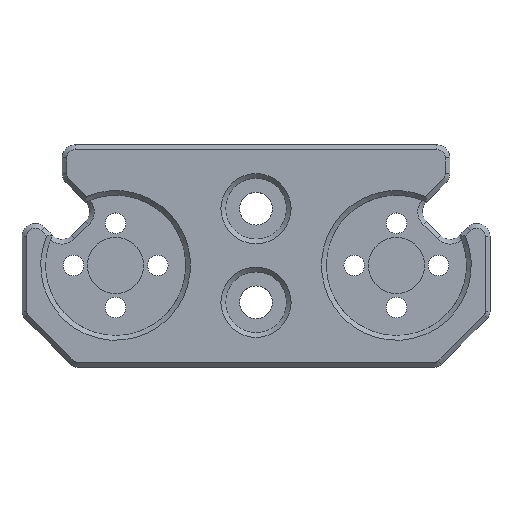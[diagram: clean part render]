
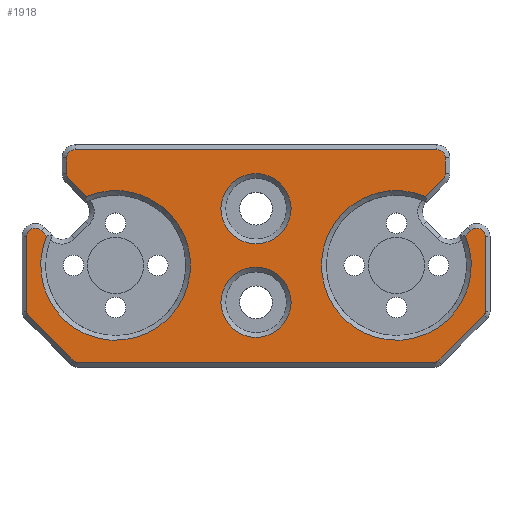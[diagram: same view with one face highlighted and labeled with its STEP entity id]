
A CAD part, top view. The second image highlights one B-rep face of the part: STEP entity #1918.
In plain terms, the highlighted planar face has unit normal (0, 0, 1).
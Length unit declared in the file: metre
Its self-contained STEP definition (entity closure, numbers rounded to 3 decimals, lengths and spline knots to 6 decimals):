
#64=LINE('',#2965,#212);
#65=LINE('',#2970,#213);
#66=LINE('',#2974,#214);
#67=LINE('',#2978,#215);
#68=LINE('',#2982,#216);
#69=LINE('',#2986,#217);
#70=LINE('',#2990,#218);
#71=LINE('',#2994,#219);
#72=LINE('',#2998,#220);
#73=LINE('',#3002,#221);
#74=LINE('',#3006,#222);
#75=LINE('',#3010,#223);
#212=VECTOR('',#2333,1.);
#213=VECTOR('',#2336,1.);
#214=VECTOR('',#2339,1.);
#215=VECTOR('',#2342,1.);
#216=VECTOR('',#2345,1.);
#217=VECTOR('',#2348,1.);
#218=VECTOR('',#2351,1.);
#219=VECTOR('',#2354,1.);
#220=VECTOR('',#2357,1.);
#221=VECTOR('',#2360,1.);
#222=VECTOR('',#2363,1.);
#223=VECTOR('',#2366,1.);
#360=PLANE('',#2071);
#422=ORIENTED_EDGE('',*,*,#958,.T.);
#423=ORIENTED_EDGE('',*,*,#959,.T.);
#424=ORIENTED_EDGE('',*,*,#960,.F.);
#425=ORIENTED_EDGE('',*,*,#961,.F.);
#426=ORIENTED_EDGE('',*,*,#962,.F.);
#427=ORIENTED_EDGE('',*,*,#963,.F.);
#428=ORIENTED_EDGE('',*,*,#964,.F.);
#429=ORIENTED_EDGE('',*,*,#965,.F.);
#430=ORIENTED_EDGE('',*,*,#966,.F.);
#431=ORIENTED_EDGE('',*,*,#967,.F.);
#432=ORIENTED_EDGE('',*,*,#968,.F.);
#433=ORIENTED_EDGE('',*,*,#969,.F.);
#434=ORIENTED_EDGE('',*,*,#970,.F.);
#435=ORIENTED_EDGE('',*,*,#971,.T.);
#436=ORIENTED_EDGE('',*,*,#972,.T.);
#437=ORIENTED_EDGE('',*,*,#973,.T.);
#438=ORIENTED_EDGE('',*,*,#974,.T.);
#439=ORIENTED_EDGE('',*,*,#975,.T.);
#440=ORIENTED_EDGE('',*,*,#976,.T.);
#441=ORIENTED_EDGE('',*,*,#977,.T.);
#442=ORIENTED_EDGE('',*,*,#978,.T.);
#443=ORIENTED_EDGE('',*,*,#979,.T.);
#444=ORIENTED_EDGE('',*,*,#980,.T.);
#445=ORIENTED_EDGE('',*,*,#981,.T.);
#446=ORIENTED_EDGE('',*,*,#982,.T.);
#447=ORIENTED_EDGE('',*,*,#983,.T.);
#958=EDGE_CURVE('',#1226,#1226,#1400,.F.);
#959=EDGE_CURVE('',#1227,#1228,#64,.T.);
#960=EDGE_CURVE('',#1229,#1228,#1401,.T.);
#961=EDGE_CURVE('',#1230,#1229,#65,.T.);
#962=EDGE_CURVE('',#1231,#1230,#1402,.T.);
#963=EDGE_CURVE('',#1232,#1231,#66,.T.);
#964=EDGE_CURVE('',#1233,#1232,#1403,.F.);
#965=EDGE_CURVE('',#1234,#1233,#67,.T.);
#966=EDGE_CURVE('',#1235,#1234,#1404,.T.);
#967=EDGE_CURVE('',#1236,#1235,#68,.T.);
#968=EDGE_CURVE('',#1237,#1236,#1405,.T.);
#969=EDGE_CURVE('',#1238,#1237,#69,.T.);
#970=EDGE_CURVE('',#1239,#1238,#1406,.T.);
#971=EDGE_CURVE('',#1239,#1240,#70,.T.);
#972=EDGE_CURVE('',#1240,#1241,#1407,.T.);
#973=EDGE_CURVE('',#1241,#1242,#71,.T.);
#974=EDGE_CURVE('',#1242,#1243,#1408,.T.);
#975=EDGE_CURVE('',#1243,#1244,#72,.T.);
#976=EDGE_CURVE('',#1244,#1245,#1409,.T.);
#977=EDGE_CURVE('',#1245,#1246,#73,.T.);
#978=EDGE_CURVE('',#1246,#1247,#1410,.F.);
#979=EDGE_CURVE('',#1247,#1248,#74,.T.);
#980=EDGE_CURVE('',#1248,#1249,#1411,.T.);
#981=EDGE_CURVE('',#1249,#1250,#75,.T.);
#982=EDGE_CURVE('',#1250,#1227,#1412,.T.);
#983=EDGE_CURVE('',#1251,#1251,#1413,.F.);
#1226=VERTEX_POINT('',#2964);
#1227=VERTEX_POINT('',#2966);
#1228=VERTEX_POINT('',#2967);
#1229=VERTEX_POINT('',#2969);
#1230=VERTEX_POINT('',#2971);
#1231=VERTEX_POINT('',#2973);
#1232=VERTEX_POINT('',#2975);
#1233=VERTEX_POINT('',#2977);
#1234=VERTEX_POINT('',#2979);
#1235=VERTEX_POINT('',#2981);
#1236=VERTEX_POINT('',#2983);
#1237=VERTEX_POINT('',#2985);
#1238=VERTEX_POINT('',#2987);
#1239=VERTEX_POINT('',#2989);
#1240=VERTEX_POINT('',#2991);
#1241=VERTEX_POINT('',#2993);
#1242=VERTEX_POINT('',#2995);
#1243=VERTEX_POINT('',#2997);
#1244=VERTEX_POINT('',#2999);
#1245=VERTEX_POINT('',#3001);
#1246=VERTEX_POINT('',#3003);
#1247=VERTEX_POINT('',#3005);
#1248=VERTEX_POINT('',#3007);
#1249=VERTEX_POINT('',#3009);
#1250=VERTEX_POINT('',#3011);
#1251=VERTEX_POINT('',#3014);
#1400=CIRCLE('',#2072,0.00375);
#1401=CIRCLE('',#2073,0.0009);
#1402=CIRCLE('',#2074,0.0009);
#1403=CIRCLE('',#2075,0.008);
#1404=CIRCLE('',#2076,0.0009);
#1405=CIRCLE('',#2077,0.0005);
#1406=CIRCLE('',#2078,0.0005);
#1407=CIRCLE('',#2079,0.0005);
#1408=CIRCLE('',#2080,0.0005);
#1409=CIRCLE('',#2081,0.0009);
#1410=CIRCLE('',#2082,0.008);
#1411=CIRCLE('',#2083,0.0009);
#1412=CIRCLE('',#2084,0.0009);
#1413=CIRCLE('',#2085,0.00375);
#1508=EDGE_LOOP('',(#422));
#1509=EDGE_LOOP('',(#423,#424,#425,#426,#427,#428,#429,#430,#431,#432,#433,
#434,#435,#436,#437,#438,#439,#440,#441,#442,#443,#444,#445,#446));
#1510=EDGE_LOOP('',(#447));
#1696=FACE_BOUND('',#1508,.T.);
#1697=FACE_BOUND('',#1509,.T.);
#1698=FACE_BOUND('',#1510,.T.);
#1918=ADVANCED_FACE('',(#1696,#1697,#1698),#360,.T.);
#2071=AXIS2_PLACEMENT_3D('',#2962,#2329,#2330);
#2072=AXIS2_PLACEMENT_3D('',#2963,#2331,#2332);
#2073=AXIS2_PLACEMENT_3D('',#2968,#2334,#2335);
#2074=AXIS2_PLACEMENT_3D('',#2972,#2337,#2338);
#2075=AXIS2_PLACEMENT_3D('',#2976,#2340,#2341);
#2076=AXIS2_PLACEMENT_3D('',#2980,#2343,#2344);
#2077=AXIS2_PLACEMENT_3D('',#2984,#2346,#2347);
#2078=AXIS2_PLACEMENT_3D('',#2988,#2349,#2350);
#2079=AXIS2_PLACEMENT_3D('',#2992,#2352,#2353);
#2080=AXIS2_PLACEMENT_3D('',#2996,#2355,#2356);
#2081=AXIS2_PLACEMENT_3D('',#3000,#2358,#2359);
#2082=AXIS2_PLACEMENT_3D('',#3004,#2361,#2362);
#2083=AXIS2_PLACEMENT_3D('',#3008,#2364,#2365);
#2084=AXIS2_PLACEMENT_3D('',#3012,#2367,#2368);
#2085=AXIS2_PLACEMENT_3D('',#3013,#2369,#2370);
#2329=DIRECTION('',(0.,0.,1.));
#2330=DIRECTION('',(1.,0.,0.));
#2331=DIRECTION('',(0.,0.,1.));
#2332=DIRECTION('',(1.,0.,0.));
#2333=DIRECTION('',(-1.,0.,0.));
#2334=DIRECTION('',(0.,0.,-1.));
#2335=DIRECTION('',(-1.,0.,0.));
#2336=DIRECTION('',(0.,1.,0.));
#2337=DIRECTION('',(0.,0.,-1.));
#2338=DIRECTION('',(-1.,0.,0.));
#2339=DIRECTION('',(-0.707,0.707,0.));
#2340=DIRECTION('',(0.,0.,-1.));
#2341=DIRECTION('',(-1.,0.,0.));
#2342=DIRECTION('',(0.707,-0.707,0.));
#2343=DIRECTION('',(0.,0.,-1.));
#2344=DIRECTION('',(-1.,0.,0.));
#2345=DIRECTION('',(0.,1.,0.));
#2346=DIRECTION('',(0.,0.,-1.));
#2347=DIRECTION('',(-1.,0.,0.));
#2348=DIRECTION('',(-0.707,0.707,0.));
#2349=DIRECTION('',(0.,0.,-1.));
#2350=DIRECTION('',(-1.,0.,0.));
#2351=DIRECTION('',(1.,0.,0.));
#2352=DIRECTION('',(0.,0.,1.));
#2353=DIRECTION('',(1.,0.,0.));
#2354=DIRECTION('',(0.707,0.707,0.));
#2355=DIRECTION('',(0.,0.,1.));
#2356=DIRECTION('',(1.,0.,0.));
#2357=DIRECTION('',(0.,1.,0.));
#2358=DIRECTION('',(0.,0.,1.));
#2359=DIRECTION('',(1.,0.,0.));
#2360=DIRECTION('',(-0.707,-0.707,0.));
#2361=DIRECTION('',(0.,0.,1.));
#2362=DIRECTION('',(1.,0.,0.));
#2363=DIRECTION('',(0.707,0.707,0.));
#2364=DIRECTION('',(0.,0.,1.));
#2365=DIRECTION('',(1.,0.,0.));
#2366=DIRECTION('',(0.,1.,0.));
#2367=DIRECTION('',(0.,0.,1.));
#2368=DIRECTION('',(1.,0.,0.));
#2369=DIRECTION('',(0.,0.,1.));
#2370=DIRECTION('',(1.,0.,0.));
#2962=CARTESIAN_POINT('',(-0.000599,-0.035976,0.03885));
#2963=CARTESIAN_POINT('',(-0.000599,-0.040276,0.03885));
#2964=CARTESIAN_POINT('',(0.003151,-0.040276,0.03885));
#2965=CARTESIAN_POINT('',(-0.019373,-0.023952,0.03885));
#2966=CARTESIAN_POINT('',(0.018712,-0.023952,0.03885));
#2967=CARTESIAN_POINT('',(-0.01991,-0.023952,0.03885));
#2968=CARTESIAN_POINT('',(-0.01991,-0.024852,0.03885));
#2969=CARTESIAN_POINT('',(-0.02081,-0.024852,0.03885));
#2970=CARTESIAN_POINT('',(-0.02081,-0.035976,0.03885));
#2971=CARTESIAN_POINT('',(-0.02081,-0.026509,0.03885));
#2972=CARTESIAN_POINT('',(-0.01991,-0.026509,0.03885));
#2973=CARTESIAN_POINT('',(-0.020546,-0.027145,0.03885));
#2974=CARTESIAN_POINT('',(-0.020546,-0.027145,0.03885));
#2975=CARTESIAN_POINT('',(-0.018722,-0.02897,0.03885));
#2976=CARTESIAN_POINT('',(-0.015599,-0.036335,0.03885));
#2977=CARTESIAN_POINT('',(-0.022964,-0.033212,0.03885));
#2978=CARTESIAN_POINT('',(-0.010399,-0.045777,0.03885));
#2979=CARTESIAN_POINT('',(-0.023562,-0.032614,0.03885));
#2980=CARTESIAN_POINT('',(-0.024199,-0.03325,0.03885));
#2981=CARTESIAN_POINT('',(-0.025099,-0.03325,0.03885));
#2982=CARTESIAN_POINT('',(-0.025099,-0.035976,0.03885));
#2983=CARTESIAN_POINT('',(-0.025099,-0.041286,0.03885));
#2984=CARTESIAN_POINT('',(-0.024599,-0.041286,0.03885));
#2985=CARTESIAN_POINT('',(-0.024952,-0.041639,0.03885));
#2986=CARTESIAN_POINT('',(-0.015607,-0.050985,0.03885));
#2987=CARTESIAN_POINT('',(-0.020038,-0.046554,0.03885));
#2988=CARTESIAN_POINT('',(-0.019685,-0.0462,0.03885));
#2989=CARTESIAN_POINT('',(-0.019685,-0.0467,0.03885));
#2990=CARTESIAN_POINT('',(-0.000599,-0.0467,0.03885));
#2991=CARTESIAN_POINT('',(0.018487,-0.0467,0.03885));
#2992=CARTESIAN_POINT('',(0.018487,-0.0462,0.03885));
#2993=CARTESIAN_POINT('',(0.01884,-0.046554,0.03885));
#2994=CARTESIAN_POINT('',(0.014409,-0.050985,0.03885));
#2995=CARTESIAN_POINT('',(0.023755,-0.041639,0.03885));
#2996=CARTESIAN_POINT('',(0.023401,-0.041286,0.03885));
#2997=CARTESIAN_POINT('',(0.023901,-0.041286,0.03885));
#2998=CARTESIAN_POINT('',(0.023901,-0.035976,0.03885));
#2999=CARTESIAN_POINT('',(0.023901,-0.03325,0.03885));
#3000=CARTESIAN_POINT('',(0.023001,-0.03325,0.03885));
#3001=CARTESIAN_POINT('',(0.022365,-0.032614,0.03885));
#3002=CARTESIAN_POINT('',(0.009202,-0.045777,0.03885));
#3003=CARTESIAN_POINT('',(0.021766,-0.033212,0.03885));
#3004=CARTESIAN_POINT('',(0.014401,-0.036335,0.03885));
#3005=CARTESIAN_POINT('',(0.017524,-0.02897,0.03885));
#3006=CARTESIAN_POINT('',(0.019348,-0.027145,0.03885));
#3007=CARTESIAN_POINT('',(0.019348,-0.027145,0.03885));
#3008=CARTESIAN_POINT('',(0.018712,-0.026509,0.03885));
#3009=CARTESIAN_POINT('',(0.019612,-0.026509,0.03885));
#3010=CARTESIAN_POINT('',(0.019612,-0.035976,0.03885));
#3011=CARTESIAN_POINT('',(0.019612,-0.024852,0.03885));
#3012=CARTESIAN_POINT('',(0.018712,-0.024852,0.03885));
#3013=CARTESIAN_POINT('',(-0.000599,-0.030276,0.03885));
#3014=CARTESIAN_POINT('',(0.003151,-0.030276,0.03885));
